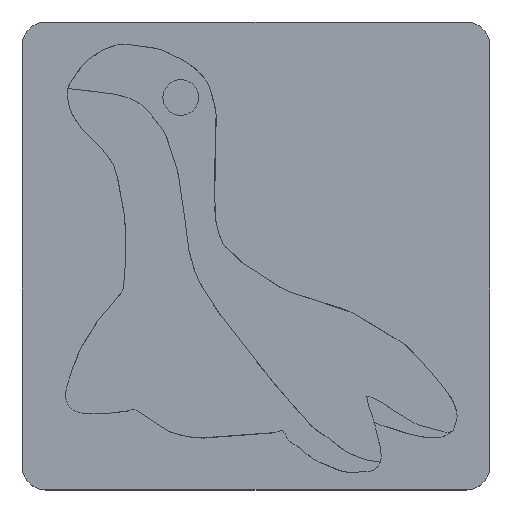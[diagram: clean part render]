
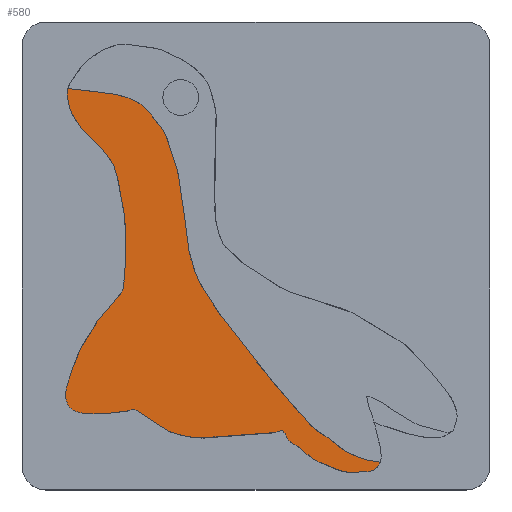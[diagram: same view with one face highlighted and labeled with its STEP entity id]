
A CAD part, top view. The second image highlights one B-rep face of the part: STEP entity #580.
In plain terms, the highlighted planar face has unit normal (0, 0, 1).
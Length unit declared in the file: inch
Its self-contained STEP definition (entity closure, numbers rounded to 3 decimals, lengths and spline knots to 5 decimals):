
#66=PLANE('',#639);
#84=B_SPLINE_CURVE_WITH_KNOTS('',5,(#2323,#2324,#2325,#2326,#2327,#2328,
#2329,#2330,#2331,#2332,#2333,#2334,#2335,#2336,#2337,#2338,#2339,#2340,
#2341,#2342,#2343,#2344,#2345,#2346,#2347,#2348,#2349,#2350,#2351,#2352,
#2353,#2354,#2355,#2356,#2357,#2358,#2359,#2360,#2361,#2362,#2363,#2364,
#2365,#2366,#2367,#2368,#2369,#2370,#2371,#2372,#2373,#2374,#2375,#2376,
#2377,#2378,#2379,#2380),.UNSPECIFIED.,.F.,.F.,(6,1,1,1,1,1,1,1,1,1,1,1,
1,1,1,1,1,1,1,1,1,1,1,1,1,1,1,1,1,1,1,1,1,1,1,1,1,1,1,1,1,1,1,1,1,1,1,1,
1,1,1,1,1,6),(0.50685,0.50925,0.51796,0.52666,
0.53589,0.54546,0.55549,0.56611,
0.57716,0.58912,0.60084,0.61219,
0.62246,0.63161,0.63888,0.64663,
0.65477,0.66372,0.67397,0.68523,
0.69619,0.7068,0.71669,0.72574,
0.7346,0.74346,0.75233,0.76095,
0.76887,0.77575,0.78334,0.79123,
0.8,0.80994,0.82166,0.83358,
0.84541,0.85583,0.86486,0.87192,
0.87688,0.88058,0.88437,0.88917,
0.89531,0.90258,0.91105,0.92069,0.93053,
0.94005,0.94938,0.95829,0.96666,
0.96783),.UNSPECIFIED.);
#90=B_SPLINE_CURVE_WITH_KNOTS('',4,(#3055,#3056,#3057,#3058,#3059,#3060,
#3061,#3062,#3063,#3064,#3065,#3066,#3067,#3068,#3069,#3070,#3071,#3072,
#3073,#3074,#3075,#3076,#3077,#3078,#3079,#3080,#3081,#3082,#3083,#3084,
#3085,#3086,#3087,#3088,#3089),.UNSPECIFIED.,.F.,.F.,(5,1,1,1,1,1,1,1,1,
1,1,1,1,1,1,1,1,1,1,1,1,1,1,1,1,1,1,1,1,1,1,5),(0.,0.06073,0.0876,
0.11525,0.14453,0.17506,0.20756,
0.24244,0.27541,0.30754,0.33974,
0.36963,0.40284,0.43481,0.46615,
0.49717,0.52559,0.5566,0.5906,0.62629,
0.66195,0.6965,0.72711,0.75797,
0.78933,0.82119,0.85377,0.88163,0.90781,
0.93146,0.95288,1.),.UNSPECIFIED.);
#117=FACE_OUTER_BOUND('',#157,.T.);
#157=EDGE_LOOP('',(#473,#474));
#282=VERTEX_POINT('',#2320);
#283=VERTEX_POINT('',#2322);
#340=EDGE_CURVE('',#283,#282,#84,.T.);
#352=EDGE_CURVE('',#282,#283,#90,.T.);
#473=ORIENTED_EDGE('',*,*,#340,.T.);
#474=ORIENTED_EDGE('',*,*,#352,.T.);
#580=ADVANCED_FACE('',(#117),#66,.T.);
#639=AXIS2_PLACEMENT_3D('',#3204,#731,#732);
#731=DIRECTION('center_axis',(0.,0.,1.));
#732=DIRECTION('ref_axis',(1.,0.,0.));
#2320=CARTESIAN_POINT('',(0.31346,-0.52061,0.09));
#2322=CARTESIAN_POINT('',(-0.47545,0.42281,0.09));
#2323=CARTESIAN_POINT('Ctrl Pts',(-0.47545,0.42281,
0.09));
#2324=CARTESIAN_POINT('Ctrl Pts',(-0.47584,0.42155,0.09));
#2325=CARTESIAN_POINT('Ctrl Pts',(-0.47735,0.41566,0.09));
#2326=CARTESIAN_POINT('Ctrl Pts',(-0.47767,0.40435,
0.09));
#2327=CARTESIAN_POINT('Ctrl Pts',(-0.47204,0.3832,
0.09));
#2328=CARTESIAN_POINT('Ctrl Pts',(-0.47185,0.36791,
0.09));
#2329=CARTESIAN_POINT('Ctrl Pts',(-0.44573,0.32376,
0.09));
#2330=CARTESIAN_POINT('Ctrl Pts',(-0.42288,0.30675,
0.09));
#2331=CARTESIAN_POINT('Ctrl Pts',(-0.39151,0.27572,0.09));
#2332=CARTESIAN_POINT('Ctrl Pts',(-0.36859,0.24574,
0.09));
#2333=CARTESIAN_POINT('Ctrl Pts',(-0.3468,0.21488,0.09));
#2334=CARTESIAN_POINT('Ctrl Pts',(-0.3418,0.13057,
0.09));
#2335=CARTESIAN_POINT('Ctrl Pts',(-0.3274,0.11488,
0.09));
#2336=CARTESIAN_POINT('Ctrl Pts',(-0.32817,0.01053,
0.09));
#2337=CARTESIAN_POINT('Ctrl Pts',(-0.32947,-0.0051,
0.09));
#2338=CARTESIAN_POINT('Ctrl Pts',(-0.33027,-0.0397,
0.09));
#2339=CARTESIAN_POINT('Ctrl Pts',(-0.33294,-0.06441,
0.09));
#2340=CARTESIAN_POINT('Ctrl Pts',(-0.33607,-0.08989,
0.09));
#2341=CARTESIAN_POINT('Ctrl Pts',(-0.33804,-0.09173,
0.09));
#2342=CARTESIAN_POINT('Ctrl Pts',(-0.38522,-0.14641,
0.09));
#2343=CARTESIAN_POINT('Ctrl Pts',(-0.39527,-0.15516,
0.09));
#2344=CARTESIAN_POINT('Ctrl Pts',(-0.42805,-0.207,
0.09));
#2345=CARTESIAN_POINT('Ctrl Pts',(-0.45719,-0.25777,
0.09));
#2346=CARTESIAN_POINT('Ctrl Pts',(-0.46464,-0.2934,
0.09));
#2347=CARTESIAN_POINT('Ctrl Pts',(-0.47921,-0.32981,
0.09));
#2348=CARTESIAN_POINT('Ctrl Pts',(-0.48437,-0.3585,
0.09));
#2349=CARTESIAN_POINT('Ctrl Pts',(-0.47119,-0.39147,
0.09));
#2350=CARTESIAN_POINT('Ctrl Pts',(-0.4382,-0.39866,
0.09));
#2351=CARTESIAN_POINT('Ctrl Pts',(-0.40894,-0.39818,
0.09));
#2352=CARTESIAN_POINT('Ctrl Pts',(-0.37746,-0.39908,
0.09));
#2353=CARTESIAN_POINT('Ctrl Pts',(-0.35031,-0.39269,
0.09));
#2354=CARTESIAN_POINT('Ctrl Pts',(-0.32738,-0.39525,
0.09));
#2355=CARTESIAN_POINT('Ctrl Pts',(-0.31001,-0.38514,
0.09));
#2356=CARTESIAN_POINT('Ctrl Pts',(-0.31188,-0.38284,
0.09));
#2357=CARTESIAN_POINT('Ctrl Pts',(-0.22396,-0.43622,
0.09));
#2358=CARTESIAN_POINT('Ctrl Pts',(-0.23697,-0.4406,
0.09));
#2359=CARTESIAN_POINT('Ctrl Pts',(-0.15474,-0.46333,
0.09));
#2360=CARTESIAN_POINT('Ctrl Pts',(-0.13215,-0.45856,
0.09));
#2361=CARTESIAN_POINT('Ctrl Pts',(-0.06046,-0.45833,
0.09));
#2362=CARTESIAN_POINT('Ctrl Pts',(-0.01967,-0.45041,
0.09));
#2363=CARTESIAN_POINT('Ctrl Pts',(0.04265,-0.45079,
0.09));
#2364=CARTESIAN_POINT('Ctrl Pts',(0.05112,-0.44321,
0.09));
#2365=CARTESIAN_POINT('Ctrl Pts',(0.06056,-0.44264,
0.09));
#2366=CARTESIAN_POINT('Ctrl Pts',(0.06756,-0.43799,0.09));
#2367=CARTESIAN_POINT('Ctrl Pts',(0.0699,-0.44795,
0.09));
#2368=CARTESIAN_POINT('Ctrl Pts',(0.07596,-0.44635,
0.09));
#2369=CARTESIAN_POINT('Ctrl Pts',(0.07746,-0.47104,
0.09));
#2370=CARTESIAN_POINT('Ctrl Pts',(0.11327,-0.47917,
0.09));
#2371=CARTESIAN_POINT('Ctrl Pts',(0.12891,-0.50571,
0.09));
#2372=CARTESIAN_POINT('Ctrl Pts',(0.15804,-0.521,
0.09));
#2373=CARTESIAN_POINT('Ctrl Pts',(0.18544,-0.53051,
0.09));
#2374=CARTESIAN_POINT('Ctrl Pts',(0.22696,-0.5532,
0.09));
#2375=CARTESIAN_POINT('Ctrl Pts',(0.26571,-0.54012,
0.09));
#2376=CARTESIAN_POINT('Ctrl Pts',(0.2882,-0.54958,0.09));
#2377=CARTESIAN_POINT('Ctrl Pts',(0.30468,-0.53587,
0.09));
#2378=CARTESIAN_POINT('Ctrl Pts',(0.31106,-0.52626,
0.09));
#2379=CARTESIAN_POINT('Ctrl Pts',(0.31321,-0.52123,
0.09));
#2380=CARTESIAN_POINT('Ctrl Pts',(0.31346,-0.52061,
0.09));
#3055=CARTESIAN_POINT('Ctrl Pts',(0.31346,-0.52061,
0.09));
#3056=CARTESIAN_POINT('Ctrl Pts',(0.30533,-0.5201,0.09));
#3057=CARTESIAN_POINT('Ctrl Pts',(0.27581,-0.51564,
0.09));
#3058=CARTESIAN_POINT('Ctrl Pts',(0.24584,-0.5058,
0.09));
#3059=CARTESIAN_POINT('Ctrl Pts',(0.20171,-0.47773,
0.09));
#3060=CARTESIAN_POINT('Ctrl Pts',(0.18807,-0.46024,
0.09));
#3061=CARTESIAN_POINT('Ctrl Pts',(0.14691,-0.44104,
0.09));
#3062=CARTESIAN_POINT('Ctrl Pts',(0.11644,-0.40154,0.09));
#3063=CARTESIAN_POINT('Ctrl Pts',(0.07916,-0.36535,
0.09));
#3064=CARTESIAN_POINT('Ctrl Pts',(0.06239,-0.33648,
0.09));
#3065=CARTESIAN_POINT('Ctrl Pts',(0.00956,-0.28119,
0.09));
#3066=CARTESIAN_POINT('Ctrl Pts',(-0.00492,-0.25949,
0.09));
#3067=CARTESIAN_POINT('Ctrl Pts',(-0.03438,-0.22532,
0.09));
#3068=CARTESIAN_POINT('Ctrl Pts',(-0.05715,-0.18222,
0.09));
#3069=CARTESIAN_POINT('Ctrl Pts',(-0.08249,-0.16692,
0.09));
#3070=CARTESIAN_POINT('Ctrl Pts',(-0.12262,-0.09457,
0.09));
#3071=CARTESIAN_POINT('Ctrl Pts',(-0.1355,-0.08185,
0.09));
#3072=CARTESIAN_POINT('Ctrl Pts',(-0.15631,-0.04004,
0.09));
#3073=CARTESIAN_POINT('Ctrl Pts',(-0.16494,-0.00543,
0.09));
#3074=CARTESIAN_POINT('Ctrl Pts',(-0.17572,0.03627,
0.09));
#3075=CARTESIAN_POINT('Ctrl Pts',(-0.1761,0.08955,
0.09));
#3076=CARTESIAN_POINT('Ctrl Pts',(-0.1924,0.15537,
0.09));
#3077=CARTESIAN_POINT('Ctrl Pts',(-0.19304,0.21246,
0.09));
#3078=CARTESIAN_POINT('Ctrl Pts',(-0.21051,0.24481,0.09));
#3079=CARTESIAN_POINT('Ctrl Pts',(-0.22282,0.29703,0.09));
#3080=CARTESIAN_POINT('Ctrl Pts',(-0.2323,0.31521,
0.09));
#3081=CARTESIAN_POINT('Ctrl Pts',(-0.27206,0.36893,
0.09));
#3082=CARTESIAN_POINT('Ctrl Pts',(-0.30082,0.39224,
0.09));
#3083=CARTESIAN_POINT('Ctrl Pts',(-0.34181,0.40706,0.09));
#3084=CARTESIAN_POINT('Ctrl Pts',(-0.3868,0.41247,
0.09));
#3085=CARTESIAN_POINT('Ctrl Pts',(-0.39448,0.41458,0.09));
#3086=CARTESIAN_POINT('Ctrl Pts',(-0.4371,0.41617,0.09));
#3087=CARTESIAN_POINT('Ctrl Pts',(-0.45378,0.42075,
0.09));
#3088=CARTESIAN_POINT('Ctrl Pts',(-0.4701,0.42159,
0.09));
#3089=CARTESIAN_POINT('Ctrl Pts',(-0.47545,0.42281,
0.09));
#3204=CARTESIAN_POINT('Origin',(-0.08546,-0.06519,
0.09));
